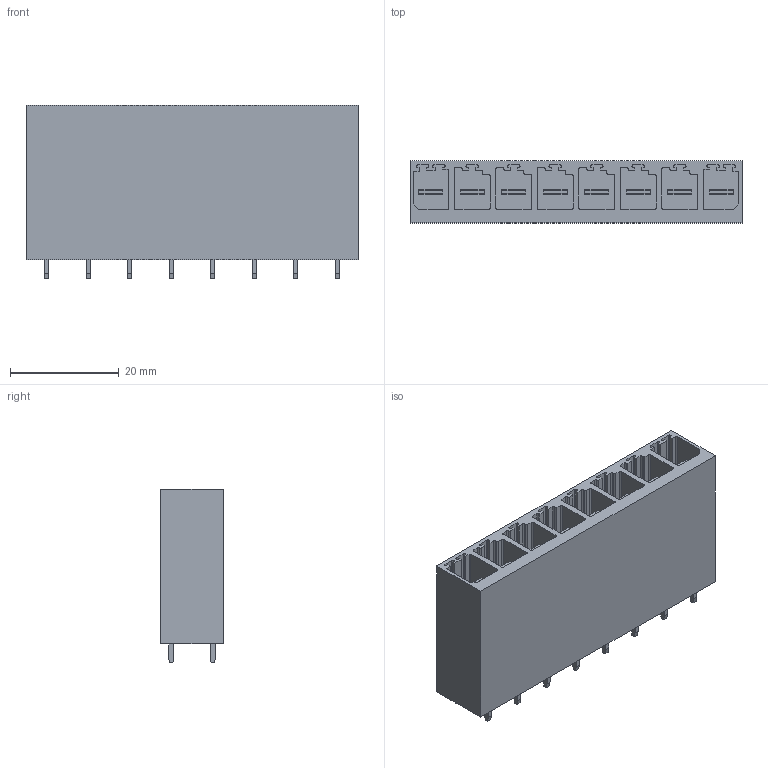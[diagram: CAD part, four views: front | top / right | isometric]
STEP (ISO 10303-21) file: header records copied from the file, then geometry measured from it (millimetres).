
FILE_DESCRIPTION(('CATIA V5 STEP Exchange','CAx-IF Rec.Pracs.--- Model Styling and Organization---1.2---2011-12-15'),'2;1');
FILE_NAME ('D1459404_0_1930660000_1930660000.stp','2018-11-29T03:47:21+00:00',('none'),('Weidmueller'),'CATIA Version 5-6 Release 2014','CATIA V5 STEP AP214','none');
FILE_SCHEMA(('AUTOMOTIVE_DESIGN { 1 0 10303 214 1 1 1 1 }'));
Length unit declared in the file: millimetre
Products named in the file (1): 1930660000
Bounding box: 60.96 x 11.4 x 31.8 mm (x, y, z)
Volume: 13903.5 mm3; surface area: 14062.4 mm2
Topology: 9 solids, 9 shells, 608 faces, 1754 edges, 1164 vertices
Faces by surface type: plane 518, cylinder 90
Entity records: 15677 total; most frequent: ORIENTED_EDGE 3508, CARTESIAN_POINT 2561, DIRECTION 1862, EDGE_CURVE 1426, VECTOR 1262, LINE 1262, VERTEX_POINT 916, EDGE_LOOP 640
